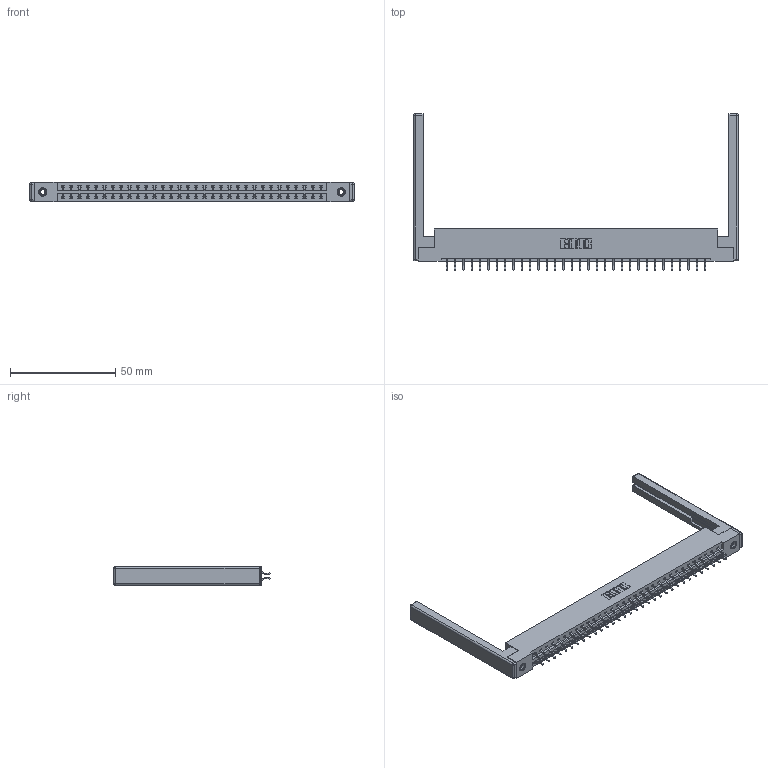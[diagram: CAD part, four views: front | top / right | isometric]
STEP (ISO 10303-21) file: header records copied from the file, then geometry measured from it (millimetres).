
FILE_DESCRIPTION (( 'STEP AP203' ), '1' );
FILE_NAME ('387-064-556-268.STEP', '2019-10-19T17:22:54', ( '' ), ( '' ), 'SwSTEP 2.0', 'SolidWorks 2016', '' );
FILE_SCHEMA (( 'CONFIG_CONTROL_DESIGN' ));
Length unit declared in the file: inch
Products named in the file (5): 307-220-068; 345-292-001_556 Tail; 345-250-001_345-250-001-102; 337 Part_Flush Mounting Lugs - 0.156 Dia-TI; 387-064-556-268
Assembly tree (69 placements, depth 2):
  387-064-556-268
    337 Part_Flush Mounting Lugs - 0.156 Dia-TI
    345-292-001_556 Tail  x64
    345-250-001_345-250-001-102  x2
    307-220-068  x2
Bounding box: 154.23 x 74.31 x 9.4 mm (x, y, z)
Volume: 20503 mm3; surface area: 22091.4 mm2
Topology: 69 solids, 69 shells, 4108 faces, 12157 edges, 7998 vertices
Faces by surface type: plane 2846, cylinder 1238, cone 12, sphere 8, torus 4
Entity records: 29084 total; most frequent: CARTESIAN_POINT 4887, ORIENTED_EDGE 4800, DIRECTION 4234, EDGE_CURVE 2400, LINE 2214, VECTOR 2214, VERTEX_POINT 1590, AXIS2_PLACEMENT_3D 1010
